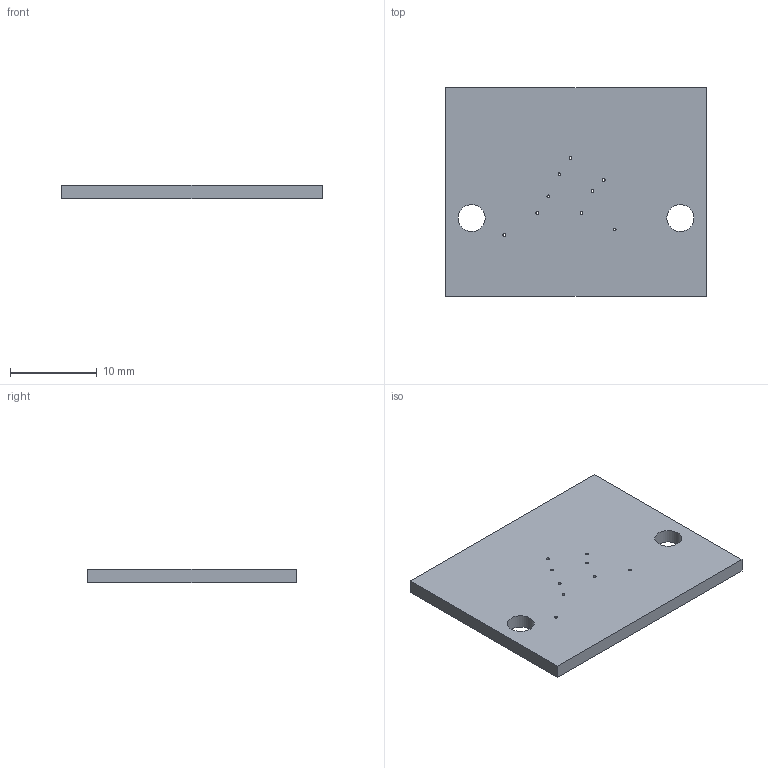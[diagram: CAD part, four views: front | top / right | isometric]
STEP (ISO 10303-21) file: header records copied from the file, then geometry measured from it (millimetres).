
FILE_DESCRIPTION(('for SolidWorks'),'2;1');
FILE_NAME('.ethernetBoard.step', '2015-11-05T16:42:29',('Sawaiz'),(''), 'Open CASCADE STEP processor 6.6','Diptrace','Unknown');
FILE_SCHEMA(('AUTOMOTIVE_DESIGN { 1 0 10303 214 1 1 1 1 }'));
Length unit declared in the file: millimetre
Products named in the file (2): PCB; Board
Assembly tree (1 placements, depth 2):
  PCB
    Board
Bounding box: 30 x 24 x 1.6 mm (x, y, z)
Volume: 1126.6 mm3; surface area: 1627.2 mm2
Topology: 1 solids, 1 shells, 17 faces, 45 edges, 30 vertices
Faces by surface type: cylinder 11, plane 6
Full cylindrical faces by diameter (mm): 0.33 x9, 3.1 x2
Entity records: 622 total; most frequent: DIRECTION 105, CARTESIAN_POINT 94, ORIENTED_EDGE 90, EDGE_CURVE 45, AXIS2_PLACEMENT_3D 41, FACE_BOUND 39, EDGE_LOOP 39, VERTEX_POINT 30
